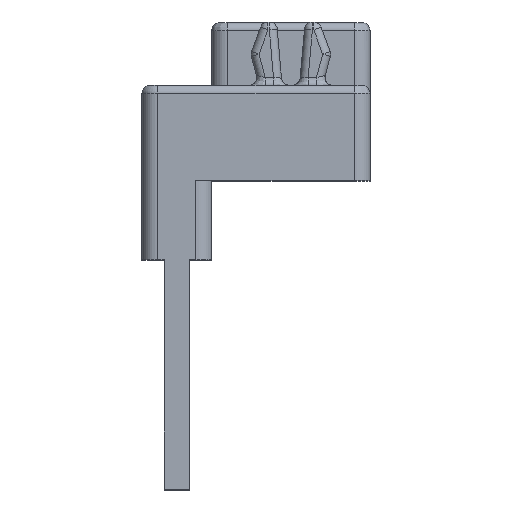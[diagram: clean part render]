
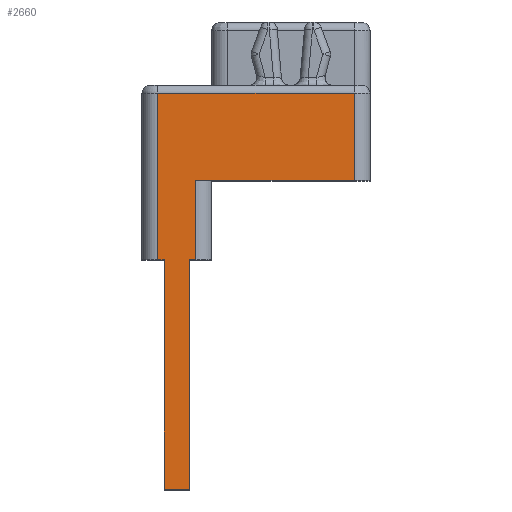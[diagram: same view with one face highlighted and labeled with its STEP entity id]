
A CAD part, top view. The second image highlights one B-rep face of the part: STEP entity #2660.
In plain terms, the highlighted planar face has unit normal (0, 0, 1).
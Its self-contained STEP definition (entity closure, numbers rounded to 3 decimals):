
#148=DIRECTION('',(1.,0.,0.));
#149=VECTOR('',#148,5.);
#150=CARTESIAN_POINT('',(-3.,0.,0.));
#151=LINE('',#150,#149);
#217=DIRECTION('',(-1.,0.,0.));
#218=VECTOR('',#217,0.2);
#219=CARTESIAN_POINT('',(-3.,-2.5,0.));
#220=LINE('',#219,#218);
#243=DIRECTION('',(-1.,0.,0.));
#244=VECTOR('',#243,0.2);
#245=CARTESIAN_POINT('',(-4.,-2.5,0.));
#246=LINE('',#245,#244);
#309=DIRECTION('',(0.,-1.,0.));
#310=VECTOR('',#309,7.248);
#311=CARTESIAN_POINT('',(-3.2,-2.5,0.));
#312=LINE('',#311,#310);
#333=DIRECTION('',(0.,-1.,0.));
#334=VECTOR('',#333,7.248);
#335=CARTESIAN_POINT('',(-4.,-2.5,0.));
#336=LINE('',#335,#334);
#365=DIRECTION('',(0.,1.,0.));
#366=VECTOR('',#365,5.25);
#367=CARTESIAN_POINT('',(-4.2,-2.5,0.));
#368=LINE('',#367,#366);
#369=DIRECTION('',(1.,0.,0.));
#370=VECTOR('',#369,6.2);
#371=CARTESIAN_POINT('',(-4.2,2.75,0.));
#372=LINE('',#371,#370);
#373=DIRECTION('',(0.,-1.,0.));
#374=VECTOR('',#373,2.75);
#375=CARTESIAN_POINT('',(2.,2.75,0.));
#376=LINE('',#375,#374);
#377=DIRECTION('',(0.,1.,0.));
#378=VECTOR('',#377,2.5);
#379=CARTESIAN_POINT('',(-3.,-2.5,0.));
#380=LINE('',#379,#378);
#381=DIRECTION('',(-1.,0.,0.));
#382=VECTOR('',#381,0.8);
#383=CARTESIAN_POINT('',(-3.2,-9.748,0.));
#384=LINE('',#383,#382);
#2080=CARTESIAN_POINT('',(2.,0.,0.));
#2082=VERTEX_POINT('',#2080);
#2083=CARTESIAN_POINT('',(-4.2,-2.5,0.));
#2085=VERTEX_POINT('',#2083);
#2119=CARTESIAN_POINT('',(2.,2.75,0.));
#2120=VERTEX_POINT('',#2119);
#2123=CARTESIAN_POINT('',(-4.2,2.75,0.));
#2124=VERTEX_POINT('',#2123);
#2291=CARTESIAN_POINT('',(-3.,-2.5,0.));
#2292=VERTEX_POINT('',#2291);
#2293=CARTESIAN_POINT('',(-3.,0.,0.));
#2294=VERTEX_POINT('',#2293);
#2357=CARTESIAN_POINT('',(-3.2,-9.748,0.));
#2359=VERTEX_POINT('',#2357);
#2369=CARTESIAN_POINT('',(-4.,-9.748,0.));
#2371=VERTEX_POINT('',#2369);
#2375=CARTESIAN_POINT('',(-3.2,-2.5,0.));
#2377=VERTEX_POINT('',#2375);
#2383=CARTESIAN_POINT('',(-4.,-2.5,0.));
#2385=VERTEX_POINT('',#2383);
#2639=CARTESIAN_POINT('',(-2.5,0.,0.));
#2640=DIRECTION('',(0.,0.,1.));
#2641=DIRECTION('',(1.,0.,0.));
#2642=AXIS2_PLACEMENT_3D('',#2639,#2640,#2641);
#2643=PLANE('',#2642);
#2644=ORIENTED_EDGE('',*,*,#2511,.T.);
#2645=ORIENTED_EDGE('',*,*,#2570,.T.);
#2647=ORIENTED_EDGE('',*,*,#2646,.T.);
#2648=ORIENTED_EDGE('',*,*,#2612,.F.);
#2649=ORIENTED_EDGE('',*,*,#2521,.T.);
#2651=ORIENTED_EDGE('',*,*,#2650,.T.);
#2653=ORIENTED_EDGE('',*,*,#2652,.T.);
#2655=ORIENTED_EDGE('',*,*,#2654,.T.);
#2656=ORIENTED_EDGE('',*,*,#2400,.F.);
#2657=ORIENTED_EDGE('',*,*,#2498,.F.);
#2658=EDGE_LOOP('',(#2644,#2645,#2647,#2648,#2649,#2651,#2653,#2655,#2656,
#2657));
#2659=FACE_OUTER_BOUND('',#2658,.F.);
#2400=EDGE_CURVE('',#2294,#2082,#151,.T.);
#2498=EDGE_CURVE('',#2292,#2294,#380,.T.);
#2511=EDGE_CURVE('',#2292,#2377,#220,.T.);
#2521=EDGE_CURVE('',#2385,#2085,#246,.T.);
#2570=EDGE_CURVE('',#2377,#2359,#312,.T.);
#2612=EDGE_CURVE('',#2385,#2371,#336,.T.);
#2646=EDGE_CURVE('',#2359,#2371,#384,.T.);
#2650=EDGE_CURVE('',#2085,#2124,#368,.T.);
#2652=EDGE_CURVE('',#2124,#2120,#372,.T.);
#2654=EDGE_CURVE('',#2120,#2082,#376,.T.);
#2660=ADVANCED_FACE('',(#2659),#2643,.T.);
